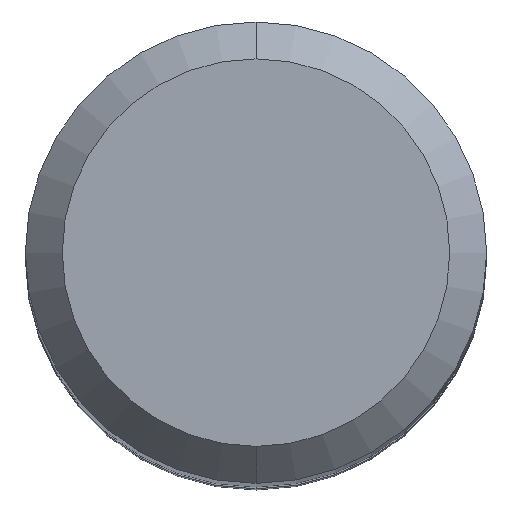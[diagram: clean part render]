
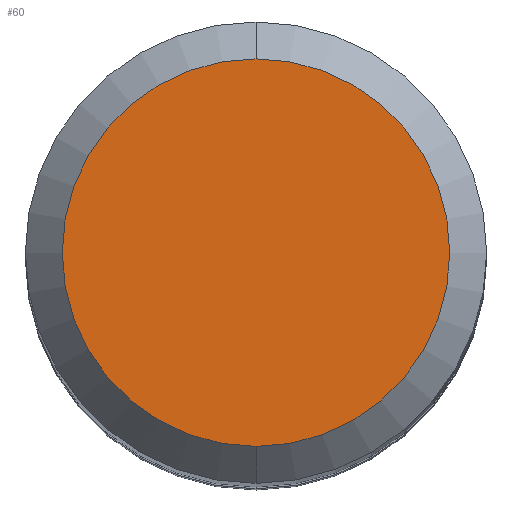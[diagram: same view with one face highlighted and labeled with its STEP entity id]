
A CAD part, top view. The second image highlights one B-rep face of the part: STEP entity #60.
In plain terms, the highlighted planar face has unit normal (0, 0, 1).
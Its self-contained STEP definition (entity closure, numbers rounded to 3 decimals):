
#60=ADVANCED_FACE('',(#128),#129,.T.);
#128=FACE_OUTER_BOUND('',#207,.T.);
#129=PLANE('',#208);
#207=EDGE_LOOP('',(#293,#294));
#208=AXIS2_PLACEMENT_3D('',#295,#296,#297);
#293=ORIENTED_EDGE('',*,*,#401,.F.);
#294=ORIENTED_EDGE('',*,*,#413,.F.);
#295=CARTESIAN_POINT('',(0.,2.52,45.0));
#296=DIRECTION('',(0.,0.0,1.0));
#297=DIRECTION('',(0.0,-1.0,0.0));
#401=EDGE_CURVE('',#467,#469,#470,.T.);
#413=EDGE_CURVE('',#469,#467,#486,.T.);
#467=VERTEX_POINT('',#540);
#469=VERTEX_POINT('',#543);
#470=CIRCLE('',#544,5.04);
#486=CIRCLE('',#563,5.04);
#540=CARTESIAN_POINT('',(0.,5.04,45.0));
#543=CARTESIAN_POINT('',(0.,-5.04,45.0));
#544=AXIS2_PLACEMENT_3D('',#608,#609,#610);
#563=AXIS2_PLACEMENT_3D('',#626,#627,#628);
#608=CARTESIAN_POINT('',(0.,0.0,45.0));
#609=DIRECTION('',(0.,0.0,-1.0));
#610=DIRECTION('',(0.0,1.0,0.0));
#626=CARTESIAN_POINT('',(0.,0.0,45.0));
#627=DIRECTION('',(0.,0.0,-1.0));
#628=DIRECTION('',(0.0,1.0,0.0));
